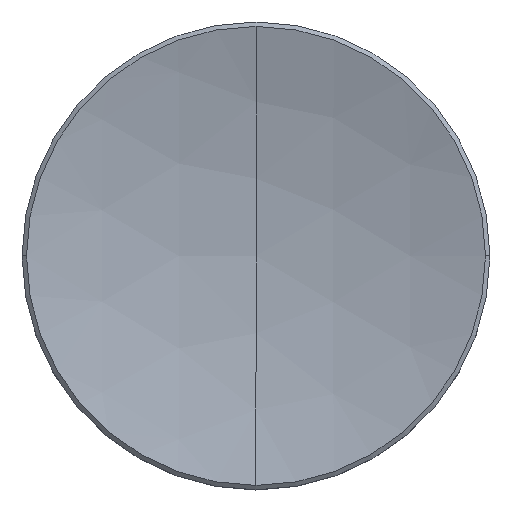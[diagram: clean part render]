
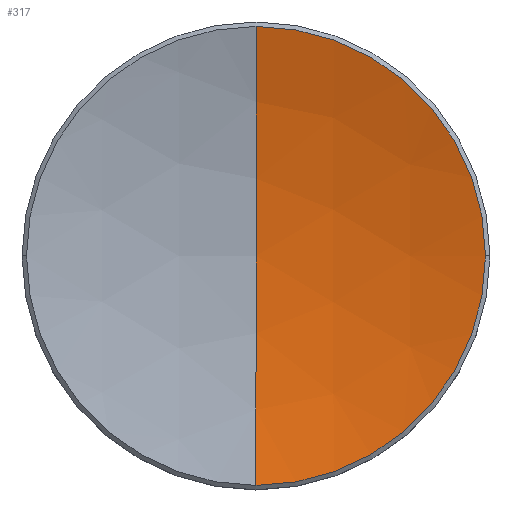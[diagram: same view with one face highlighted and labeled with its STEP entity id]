
A CAD part, top view. The second image highlights one B-rep face of the part: STEP entity #317.
In plain terms, the highlighted spherical face has radius 46 mm.
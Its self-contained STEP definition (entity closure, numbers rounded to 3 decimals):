
#5 = DIRECTION ( 'NONE',  ( 0., 0., -1. ) ) ;
#8 = CARTESIAN_POINT ( 'NONE',  ( 0., 12.459, 2.61 ) ) ;
#21 = AXIS2_PLACEMENT_3D ( 'NONE', #258, #241, #265 ) ;
#28 = AXIS2_PLACEMENT_3D ( 'NONE', #254, #107, #5 ) ;
#31 = AXIS2_PLACEMENT_3D ( 'NONE', #229, #208, #99 ) ;
#33 = EDGE_CURVE ( 'NONE', #260, #253, #188, .T. ) ;
#36 = EDGE_CURVE ( 'NONE', #294, #253, #62, .T. ) ;
#45 = SPHERICAL_SURFACE ( 'NONE', #115, 46. ) ;
#56 = ORIENTED_EDGE ( 'NONE', *, *, #306, .T. ) ;
#57 = EDGE_CURVE ( 'NONE', #267, #260, #263, .T. ) ;
#62 = CIRCLE ( 'NONE', #28, 46. ) ;
#69 = EDGE_LOOP ( 'NONE', ( #277, #56, #173, #204 ) ) ;
#76 = CARTESIAN_POINT ( 'NONE',  ( 0., 0., 46.89 ) ) ;
#95 = AXIS2_PLACEMENT_3D ( 'NONE', #138, #127, #231 ) ;
#99 = DIRECTION ( 'NONE',  ( 1., 0., 0. ) ) ;
#107 = DIRECTION ( 'NONE',  ( 1., 0., 0. ) ) ;
#115 = AXIS2_PLACEMENT_3D ( 'NONE', #76, #224, #193 ) ;
#127 = DIRECTION ( 'NONE',  ( -1., 0., 0. ) ) ;
#138 = CARTESIAN_POINT ( 'NONE',  ( 0., 0., 46.89 ) ) ;
#167 = CIRCLE ( 'NONE', #95, 46. ) ;
#173 = ORIENTED_EDGE ( 'NONE', *, *, #57, .T. ) ;
#188 = CIRCLE ( 'NONE', #31, 12.459 ) ;
#193 = DIRECTION ( 'NONE',  ( 0., 1., 0. ) ) ;
#204 = ORIENTED_EDGE ( 'NONE', *, *, #33, .T. ) ;
#208 = DIRECTION ( 'NONE',  ( 0., 0., 1. ) ) ;
#210 = FACE_OUTER_BOUND ( 'NONE', #69, .T. ) ;
#224 = DIRECTION ( 'NONE',  ( -1., 0., 0. ) ) ;
#229 = CARTESIAN_POINT ( 'NONE',  ( 0., 0., 2.61 ) ) ;
#230 = CARTESIAN_POINT ( 'NONE',  ( 0., 0., 0.89 ) ) ;
#231 = DIRECTION ( 'NONE',  ( 0., -1., 0. ) ) ;
#241 = DIRECTION ( 'NONE',  ( 0., 0., 1. ) ) ;
#250 = CARTESIAN_POINT ( 'NONE',  ( 12.459, 0., 2.61 ) ) ;
#252 = CARTESIAN_POINT ( 'NONE',  ( 0., -12.459, 2.61 ) ) ;
#253 = VERTEX_POINT ( 'NONE', #8 ) ;
#254 = CARTESIAN_POINT ( 'NONE',  ( 0., 0., 46.89 ) ) ;
#258 = CARTESIAN_POINT ( 'NONE',  ( 0., 0., 2.61 ) ) ;
#260 = VERTEX_POINT ( 'NONE', #250 ) ;
#263 = CIRCLE ( 'NONE', #21, 12.459 ) ;
#265 = DIRECTION ( 'NONE',  ( 1., 0., 0. ) ) ;
#267 = VERTEX_POINT ( 'NONE', #252 ) ;
#277 = ORIENTED_EDGE ( 'NONE', *, *, #36, .F. ) ;
#294 = VERTEX_POINT ( 'NONE', #230 ) ;
#306 = EDGE_CURVE ( 'NONE', #294, #267, #167, .T. ) ;
#317 = ADVANCED_FACE ( 'NONE', ( #210 ), #45, .F. ) ;
